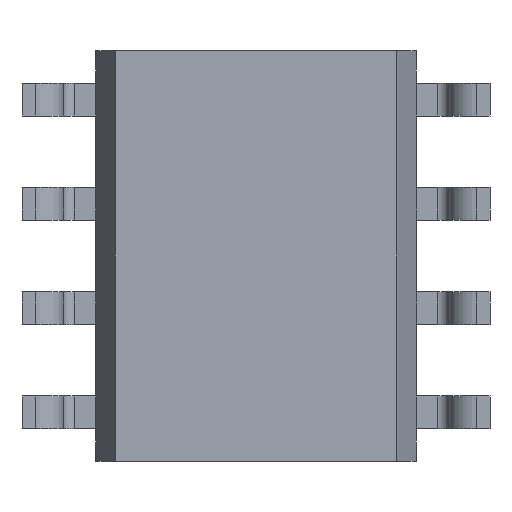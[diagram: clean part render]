
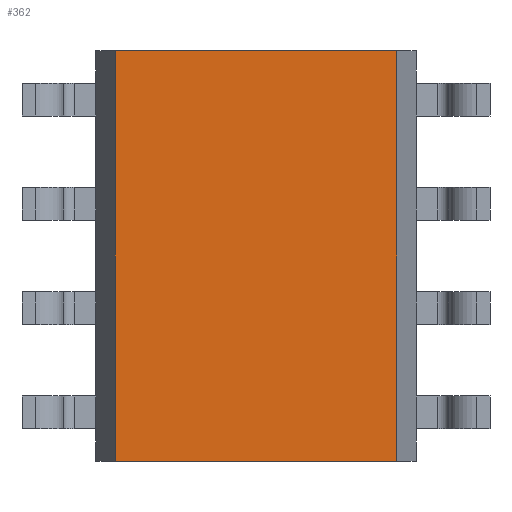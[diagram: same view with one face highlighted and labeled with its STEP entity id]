
A CAD part, front view. The second image highlights one B-rep face of the part: STEP entity #362.
In plain terms, the highlighted planar face has unit normal (0, -1, 0).
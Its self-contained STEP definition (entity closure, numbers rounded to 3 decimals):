
#1 = EDGE_CURVE ( 'NONE', #972, #4, #1443, .T. ) ;
#4 = VERTEX_POINT ( 'NONE', #1439 ) ;
#360 = VERTEX_POINT ( 'NONE', #2070 ) ;
#361 = ORIENTED_EDGE ( 'NONE', *, *, #1, .T. ) ;
#362 = ADVANCED_FACE ( 'Face2', ( #2069 ), #2112, .F. ) ;
#364 = VERTEX_POINT ( 'NONE', #2103 ) ;
#367 = EDGE_CURVE ( 'NONE', #4, #360, #2102, .T. ) ;
#404 = EDGE_CURVE ( 'NONE', #972, #364, #2180, .T. ) ;
#408 = ORIENTED_EDGE ( 'NONE', *, *, #420, .F. ) ;
#412 = ORIENTED_EDGE ( 'NONE', *, *, #367, .T. ) ;
#415 = EDGE_LOOP ( 'NONE', ( #412, #408, #426, #361 ) ) ;
#420 = EDGE_CURVE ( 'NONE', #364, #360, #2258, .T. ) ;
#426 = ORIENTED_EDGE ( 'NONE', *, *, #404, .F. ) ;
#972 = VERTEX_POINT ( 'NONE', #3142 ) ;
#1439 = CARTESIAN_POINT ( 'NONE',  ( -1.713, -0.75, -2.5 ) ) ;
#1440 = DIRECTION ( 'NONE',  ( 0., 0., -1. ) ) ;
#1441 = VECTOR ( 'NONE', #1440, 1000. ) ;
#1442 = CARTESIAN_POINT ( 'NONE',  ( -1.713, -0.75, 2.5 ) ) ;
#1443 = LINE ( 'NONE', #1442, #1441 ) ;
#2069 = FACE_OUTER_BOUND ( 'NONE', #415, .T. ) ;
#2070 = CARTESIAN_POINT ( 'NONE',  ( 1.713, -0.75, -2.5 ) ) ;
#2099 = DIRECTION ( 'NONE',  ( 1., 0., 0. ) ) ;
#2100 = VECTOR ( 'NONE', #2099, 1000. ) ;
#2101 = CARTESIAN_POINT ( 'NONE',  ( -1.713, -0.75, -2.5 ) ) ;
#2102 = LINE ( 'NONE', #2101, #2100 ) ;
#2103 = CARTESIAN_POINT ( 'NONE',  ( 1.713, -0.75, 2.5 ) ) ;
#2108 = DIRECTION ( 'NONE',  ( 0., 0., 1. ) ) ;
#2109 = DIRECTION ( 'NONE',  ( 0., 1., 0. ) ) ;
#2110 = CARTESIAN_POINT ( 'NONE',  ( -1.713, -0.75, 2.5 ) ) ;
#2111 = AXIS2_PLACEMENT_3D ( 'NONE', #2110, #2109, #2108 ) ;
#2112 = PLANE ( 'NONE',  #2111 ) ;
#2180 = LINE ( 'NONE', #2232, #2231 ) ;
#2230 = DIRECTION ( 'NONE',  ( 1., 0., 0. ) ) ;
#2231 = VECTOR ( 'NONE', #2230, 1000. ) ;
#2232 = CARTESIAN_POINT ( 'NONE',  ( -1.713, -0.75, 2.5 ) ) ;
#2255 = DIRECTION ( 'NONE',  ( 0., 0., -1. ) ) ;
#2256 = VECTOR ( 'NONE', #2255, 1000. ) ;
#2257 = CARTESIAN_POINT ( 'NONE',  ( 1.713, -0.75, 2.5 ) ) ;
#2258 = LINE ( 'NONE', #2257, #2256 ) ;
#3142 = CARTESIAN_POINT ( 'NONE',  ( -1.713, -0.75, 2.5 ) ) ;
